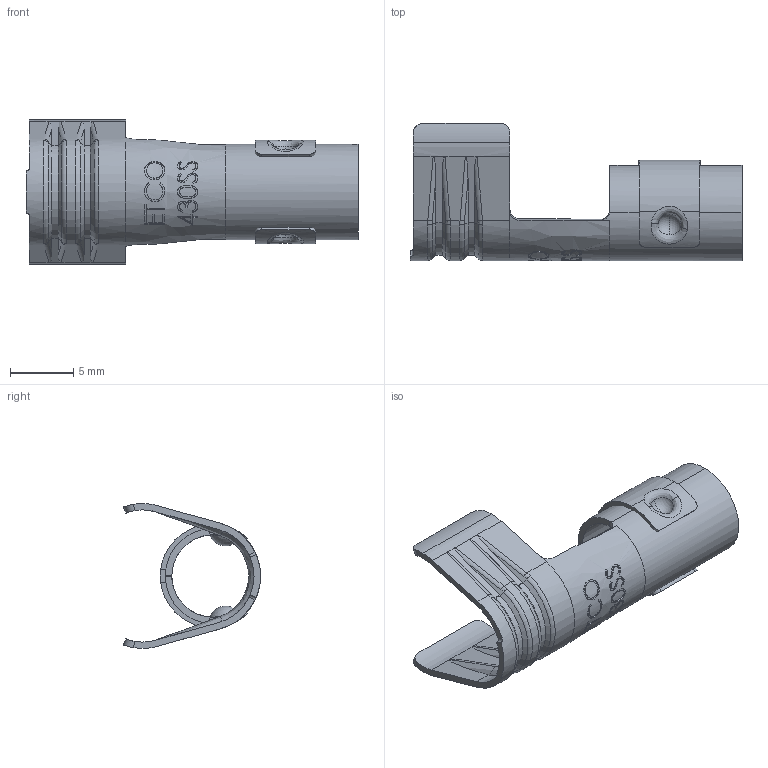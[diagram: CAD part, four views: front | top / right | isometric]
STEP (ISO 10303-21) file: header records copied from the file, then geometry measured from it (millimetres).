
FILE_DESCRIPTION (( 'STEP AP203' ), '1' );
FILE_NAME ('SP362.STEP', '2020-12-02T14:17:55', ( 'tempuser' ), ( 'Microsoft' ), 'SwSTEP 2.0', 'SolidWorks 2019', '' );
FILE_SCHEMA (( 'CONFIG_CONTROL_DESIGN' ));
Length unit declared in the file: inch
Products named in the file (3): SP078 SP362_SP362 without carrier; SCA570_SCA570; SP362
Assembly tree (2 placements, depth 2):
  SP362
    SP078 SP362_SP362 without carrier
    SCA570_SCA570
Bounding box: 26.16 x 10.79 x 11.43 mm (x, y, z)
Volume: 283.6 mm3; surface area: 1327.5 mm2
Topology: 2 solids, 2 shells, 306 faces, 857 edges, 559 vertices
Faces by surface type: bspline 166, plane 68, cylinder 60, sphere 8, torus 4
Entity records: 20046 total; most frequent: CARTESIAN_POINT 13402, ORIENTED_EDGE 1714, EDGE_CURVE 857, DIRECTION 718, VERTEX_POINT 559, B_SPLINE_CURVE_WITH_KNOTS 496, EDGE_LOOP 318, ADVANCED_FACE 306
